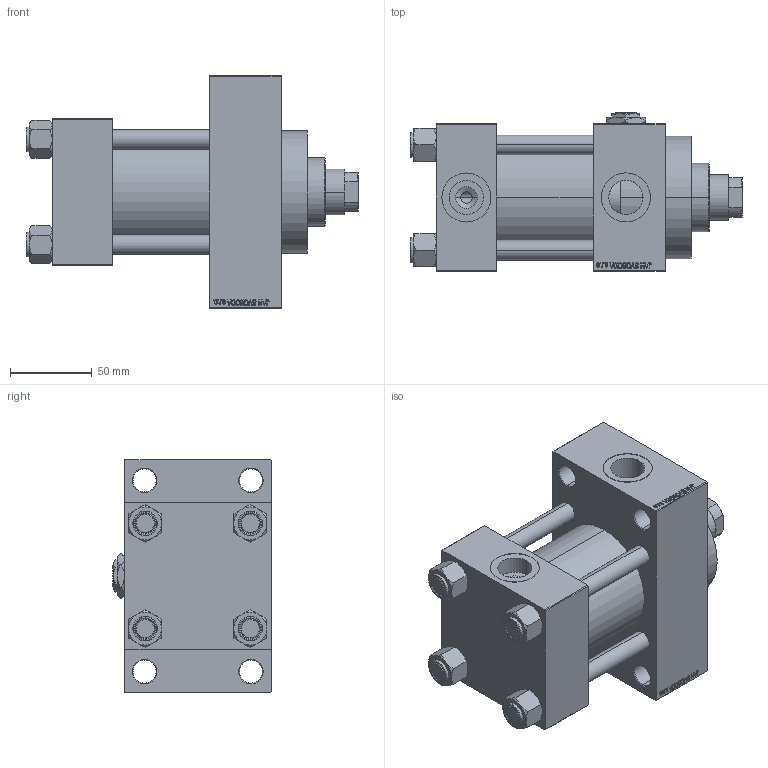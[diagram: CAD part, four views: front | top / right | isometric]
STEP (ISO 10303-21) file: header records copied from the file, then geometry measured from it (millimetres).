
FILE_DESCRIPTION (( 'STEP AP203' ), '1' );
FILE_NAME ('19b6.STEP', '2024-01-08T13:18:16', ( '' ), ( '' ), 'SwSTEP 2.0', 'SolidWorks 2019', '' );
FILE_SCHEMA (( 'CONFIG_CONTROL_DESIGN' ));
Length unit declared in the file: millimetre
Products named in the file (7): V215CD_VCP_D e83bd6294283445f58739e01f6f3ad9b; V215CD_VC_A e83bd6294283445f58739e01f6f3ad9b; V215CD_D_TYCINKA e83bd6294283445f58739e01f6f3ad9b; Zatka_pro_OIL_PORT e83bd6294283445f58739e01f6f3ad9b; V215CD_NUT_M5_D e83bd6294283445f58739e01f6f3ad9b; 19b6; V215CD_D_Body e83bd6294283445f58739e01f6f3ad9b
Assembly tree (12 placements, depth 2):
  19b6
    V215CD_D_Body e83bd6294283445f58739e01f6f3ad9b
    V215CD_VC_A e83bd6294283445f58739e01f6f3ad9b
    V215CD_VCP_D e83bd6294283445f58739e01f6f3ad9b
    V215CD_D_TYCINKA e83bd6294283445f58739e01f6f3ad9b  x4
    V215CD_NUT_M5_D e83bd6294283445f58739e01f6f3ad9b  x4
    Zatka_pro_OIL_PORT e83bd6294283445f58739e01f6f3ad9b
Bounding box: 203 x 97 x 142 mm (x, y, z)
Volume: 1093145.4 mm3; surface area: 202170 mm2
Topology: 12 solids, 12 shells, 1151 faces, 2865 edges, 1851 vertices
Faces by surface type: plane 521, bspline 368, cone 162, cylinder 92, torus 8
Entity records: 48956 total; most frequent: CARTESIAN_POINT 25665, ORIENTED_EDGE 5222, DIRECTION 3389, EDGE_CURVE 2611, VERTEX_POINT 1707, LINE 1543, VECTOR 1543, EDGE_LOOP 1166
